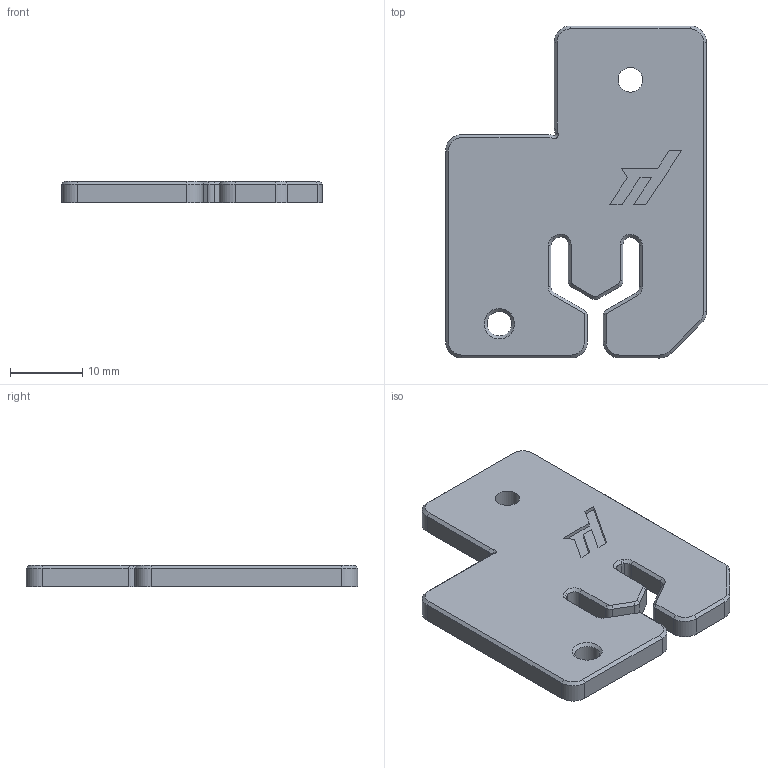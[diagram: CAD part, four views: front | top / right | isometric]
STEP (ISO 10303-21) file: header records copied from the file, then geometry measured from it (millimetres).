
FILE_DESCRIPTION(/* description */ (''),/* implementation_level */ '2;1');
FILE_NAME(/* name */ 'Z Belt Cover Solid.step',/* time_stamp */ '2022-12-25T18:02:24+01:00',/* author */ (''),/* organization */ (''),/* preprocessor_version */ 'ST-DEVELOPER v19.2',/* originating_system */ 'Autodesk Translation Framework v11.17.0.187',/* authorisation */ '');
FILE_SCHEMA (('AUTOMOTIVE_DESIGN { 1 0 10303 214 3 1 1 }'));
Length unit declared in the file: millimetre
Products named in the file (5): Micron-CAD-Assembly_October; Mike's Mods; Z Belt Covers (1); Z Drive Belt Cover A (2); Z-BeltCover (2)
Assembly tree (3 placements, depth 4):
  Micron-CAD-Assembly_October
  Mike's Mods
    Z Belt Covers (1)
      Z Drive Belt Cover A (2)
        Z-BeltCover (2)
Bounding box: 36 x 45.8 x 3 mm (x, y, z)
Volume: 3920.9 mm3; surface area: 3310.7 mm2
Topology: 1 solids, 1 shells, 104 faces, 288 edges, 187 vertices
Faces by surface type: plane 59, cylinder 24, cone 21
Full cylindrical faces by diameter (mm): 3.4 x2
Entity records: 3460 total; most frequent: DIRECTION 593, CARTESIAN_POINT 590, ORIENTED_EDGE 576, EDGE_CURVE 288, LINE 207, VECTOR 207, AXIS2_PLACEMENT_3D 193, VERTEX_POINT 187
